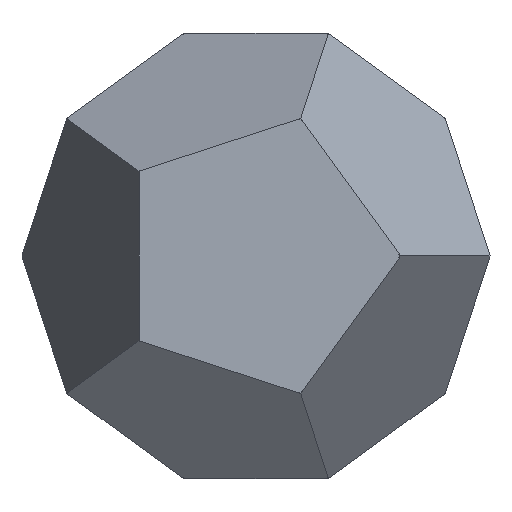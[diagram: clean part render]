
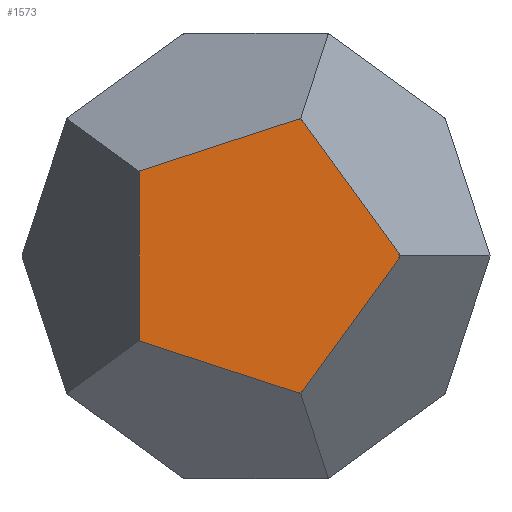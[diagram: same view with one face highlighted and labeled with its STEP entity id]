
A CAD part, front view. The second image highlights one B-rep face of the part: STEP entity #1573.
In plain terms, the highlighted planar face has unit normal (0, -1, 0).
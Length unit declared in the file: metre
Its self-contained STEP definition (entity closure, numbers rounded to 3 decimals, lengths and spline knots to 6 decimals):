
#24 = CARTESIAN_POINT('NONE', (0.385484, 0, -0));
#25 = VERTEX_POINT('NONE', #24);
#26 = CARTESIAN_POINT('NONE', (0.119121, 0, -0.366617));
#27 = VERTEX_POINT('NONE', #26);
#32 = CARTESIAN_POINT('NONE', (-0.311863, 0, -0.226582));
#33 = VERTEX_POINT('NONE', #32);
#36 = CARTESIAN_POINT('NONE', (-0.311863, 0, 0.226582));
#37 = VERTEX_POINT('NONE', #36);
#40 = CARTESIAN_POINT('NONE', (0.119121, 0, 0.366617));
#41 = VERTEX_POINT('NONE', #40);
#304 = DIRECTION('NONE', (-0.588, 0, -0.809));
#305 = VECTOR('NONE', #304, 1);
#306 = CARTESIAN_POINT('NONE', (0.385484, 0, -0));
#307 = LINE('NONE', #306, #305);
#320 = DIRECTION('NONE', (-0.951, 0, 0.309));
#321 = VECTOR('NONE', #320, 1);
#322 = CARTESIAN_POINT('NONE', (0.119121, 0, -0.366617));
#323 = LINE('NONE', #322, #321);
#332 = DIRECTION('NONE', (0., 0, 1));
#333 = VECTOR('NONE', #332, 1);
#334 = CARTESIAN_POINT('NONE', (-0.311863, 0, -0.226582));
#335 = LINE('NONE', #334, #333);
#344 = DIRECTION('NONE', (0.951, 0, 0.309));
#345 = VECTOR('NONE', #344, 1);
#346 = CARTESIAN_POINT('NONE', (-0.311863, 0, 0.226582));
#347 = LINE('NONE', #346, #345);
#356 = DIRECTION('NONE', (0.588, 0, -0.809));
#357 = VECTOR('NONE', #356, 1);
#358 = CARTESIAN_POINT('NONE', (0.119121, 0, 0.366617));
#359 = LINE('NONE', #358, #357);
#979 = EDGE_CURVE('NONE', #25, #27, #307, .T.);
#983 = EDGE_CURVE('NONE', #27, #33, #323, .T.);
#986 = EDGE_CURVE('NONE', #33, #37, #335, .T.);
#989 = EDGE_CURVE('NONE', #37, #41, #347, .T.);
#992 = EDGE_CURVE('NONE', #41, #25, #359, .T.);
#1192 = CARTESIAN_POINT('NONE', (0, 0, -0));
#1193 = DIRECTION('NONE', (0, 1, 0));
#1194 = AXIS2_PLACEMENT_3D('NONE', #1192, #1193, $);
#1195 = PLANE('NONE', #1194);
#1566 = ORIENTED_EDGE('NONE', *, *, #992, .F.);
#1567 = ORIENTED_EDGE('NONE', *, *, #989, .F.);
#1568 = ORIENTED_EDGE('NONE', *, *, #986, .F.);
#1569 = ORIENTED_EDGE('NONE', *, *, #983, .F.);
#1570 = ORIENTED_EDGE('NONE', *, *, #979, .F.);
#1571 = EDGE_LOOP('NONE', (#1566, #1567, #1568, #1569, #1570));
#1572 = FACE_BOUND('NONE', #1571, .T.);
#1573 = ADVANCED_FACE('NONE', (#1572), #1195, .F.);
